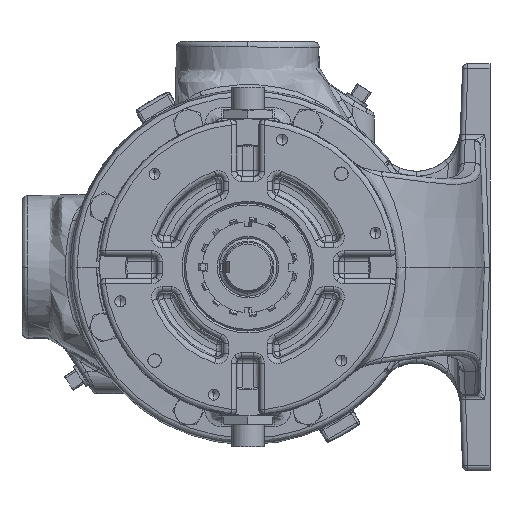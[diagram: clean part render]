
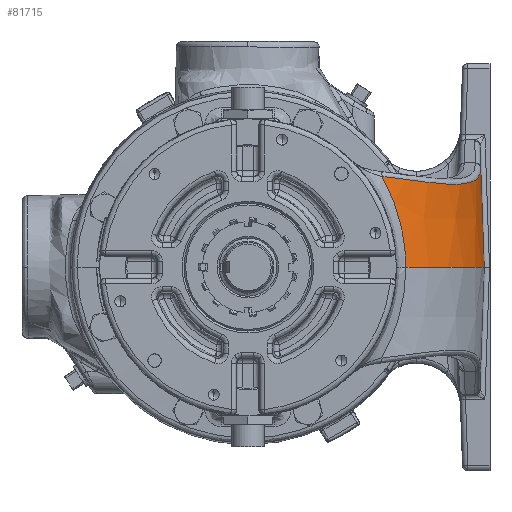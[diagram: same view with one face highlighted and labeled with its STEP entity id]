
A CAD part, left-side view. The second image highlights one B-rep face of the part: STEP entity #81715.
In plain terms, the highlighted conical face has half-angle 2 degrees and reference radius 105.414 mm.
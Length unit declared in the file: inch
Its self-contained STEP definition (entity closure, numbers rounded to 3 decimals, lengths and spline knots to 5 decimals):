
#484 = CARTESIAN_POINT ( 'NONE',  ( -9.3224, -3.42467, 1.15681 ) ) ;
#780 = FACE_OUTER_BOUND ( 'NONE', #5839, .T. ) ;
#1522 = CARTESIAN_POINT ( 'NONE',  ( -9.26541, -3.54826, 0.57059 ) ) ;
#5839 = EDGE_LOOP ( 'NONE', ( #78265, #164039, #294949, #59130 ) ) ;
#13066 = CARTESIAN_POINT ( 'NONE',  ( -8.1499, -4.60245, 1.88418 ) ) ;
#14094 = CARTESIAN_POINT ( 'NONE',  ( -6.4923, -5.2469, 2.05886 ) ) ;
#20283 = B_SPLINE_CURVE_WITH_KNOTS ( 'NONE', 3,
 ( #153630, #294932, #201062, #59683, #224849, #83391, #248548, #107247, #272257, #130883, #295942, #154635, #13066, #178308, #36808, #202071, #60686, #225852, #84419, #249580, #108242, #273261, #131893, #296960, #155624, #14094, #179303, #37812, #203103, #61681 ),
 .UNSPECIFIED., .F., .F.,
 ( 4, 2, 2, 2, 2, 2, 2, 2, 2, 2, 2, 2, 2, 2, 4 ),
 ( 0., 0.125, 0.25, 0.28125, 0.3125, 0.375, 0.5, 0.5625, 0.59375, 0.625, 0.75, 0.8125, 0.84375, 0.875, 1. ),
 .UNSPECIFIED. ) ;
#23219 = CARTESIAN_POINT ( 'NONE',  ( -9.40317, -3.25951, 1.62727 ) ) ;
#24246 = CARTESIAN_POINT ( 'NONE',  ( -9.31473, -3.44032, 1.10018 ) ) ;
#25266 = CARTESIAN_POINT ( 'NONE',  ( -9.26455, -3.55055, 0.55387 ) ) ;
#29617 = EDGE_CURVE ( 'NONE', #51462, #200843, #106176, .T. ) ;
#36008 = AXIS2_PLACEMENT_3D ( 'NONE', #223349, #269755, #81892 ) ;
#36808 = CARTESIAN_POINT ( 'NONE',  ( -7.82489, -4.79761, 1.8857 ) ) ;
#37812 = CARTESIAN_POINT ( 'NONE',  ( -6.2153, -5.28262, 2.12832 ) ) ;
#41294 = EDGE_CURVE ( 'NONE', #167901, #175912, #20283, .T. ) ;
#46974 = CARTESIAN_POINT ( 'NONE',  ( -9.39791, -3.27045, 1.60086 ) ) ;
#48015 = CARTESIAN_POINT ( 'NONE',  ( -9.31296, -3.44394, 1.08667 ) ) ;
#49062 = CARTESIAN_POINT ( 'NONE',  ( -9.25416, -3.58834, 0.18364 ) ) ;
#51462 = VERTEX_POINT ( 'NONE', #181596 ) ;
#52785 = CARTESIAN_POINT ( 'NONE',  ( -5.855, -5.2637, 3.005 ) ) ;
#59130 = ORIENTED_EDGE ( 'NONE', *, *, #41294, .F. ) ;
#59683 = CARTESIAN_POINT ( 'NONE',  ( -9.10775, -3.69023, 1.98042 ) ) ;
#60686 = CARTESIAN_POINT ( 'NONE',  ( -7.65496, -4.88481, 1.89262 ) ) ;
#61681 = CARTESIAN_POINT ( 'NONE',  ( -5.855, -5.29023, 2.24525 ) ) ;
#70734 = CARTESIAN_POINT ( 'NONE',  ( -9.39667, -3.27304, 1.59457 ) ) ;
#71752 = CARTESIAN_POINT ( 'NONE',  ( -9.30085, -3.46878, 0.9932 ) ) ;
#78265 = ORIENTED_EDGE ( 'NONE', *, *, #172135, .T. ) ;
#81715 = ADVANCED_FACE ( 'NONE', ( #780 ), #277759, .T. ) ;
#81892 = DIRECTION ( 'NONE',  ( 0., 1., 0. ) ) ;
#83391 = CARTESIAN_POINT ( 'NONE',  ( -8.83104, -4.01344, 1.93897 ) ) ;
#84419 = CARTESIAN_POINT ( 'NONE',  ( -7.52461, -4.94567, 1.90064 ) ) ;
#94538 = CARTESIAN_POINT ( 'NONE',  ( -9.37968, -3.30831, 1.5083 ) ) ;
#95550 = CARTESIAN_POINT ( 'NONE',  ( -9.27898, -3.51572, 0.77147 ) ) ;
#106176 = CIRCLE ( 'NONE', #121586, 4.15014 ) ;
#106770 = CARTESIAN_POINT ( 'NONE',  ( -5.855, -1.21849, 0. ) ) ;
#107247 = CARTESIAN_POINT ( 'NONE',  ( -8.73166, -4.11622, 1.92674 ) ) ;
#108242 = CARTESIAN_POINT ( 'NONE',  ( -7.12805, -5.10186, 1.93887 ) ) ;
#117297 = CARTESIAN_POINT ( 'NONE',  ( -9.46397, -3.12946, 1.90917 ) ) ;
#118301 = CARTESIAN_POINT ( 'NONE',  ( -9.34322, -3.38242, 1.29616 ) ) ;
#119338 = CARTESIAN_POINT ( 'NONE',  ( -9.27071, -3.53492, 0.66003 ) ) ;
#120084 = LINE ( 'NONE', #52785, #175455 ) ;
#121586 = AXIS2_PLACEMENT_3D ( 'NONE', #106770, #271779, #130396 ) ;
#130396 = DIRECTION ( 'NONE',  ( -1., 0., 0. ) ) ;
#130883 = CARTESIAN_POINT ( 'NONE',  ( -8.59385, -4.24863, 1.91207 ) ) ;
#131893 = CARTESIAN_POINT ( 'NONE',  ( -6.76697, -5.19668, 1.99949 ) ) ;
#139024 = CARTESIAN_POINT ( 'NONE',  ( -9.501, -3.04542, 2.0628 ) ) ;
#141071 = CARTESIAN_POINT ( 'NONE',  ( -9.42906, -3.20497, 1.75198 ) ) ;
#142100 = CARTESIAN_POINT ( 'NONE',  ( -9.32702, -3.41528, 1.18906 ) ) ;
#143111 = CARTESIAN_POINT ( 'NONE',  ( -9.2663, -3.54591, 0.58738 ) ) ;
#153630 = CARTESIAN_POINT ( 'NONE',  ( -9.501, -3.04542, 2.0628 ) ) ;
#154635 = CARTESIAN_POINT ( 'NONE',  ( -8.30367, -4.49265, 1.89018 ) ) ;
#155624 = CARTESIAN_POINT ( 'NONE',  ( -6.5842, -5.23203, 2.03778 ) ) ;
#158879 = CARTESIAN_POINT ( 'NONE',  ( -9.26118, -3.58948, 0. ) ) ;
#162640 = CARTESIAN_POINT ( 'NONE',  ( -9.48225, -3.08878, 1.98653 ) ) ;
#164039 = ORIENTED_EDGE ( 'NONE', *, *, #29617, .F. ) ;
#164685 = CARTESIAN_POINT ( 'NONE',  ( -9.41027, -3.24467, 1.66238 ) ) ;
#164746 = CARTESIAN_POINT ( 'NONE',  ( -9.501, -3.04542, 2.0628 ) ) ;
#165726 = CARTESIAN_POINT ( 'NONE',  ( -9.31725, -3.43518, 1.11908 ) ) ;
#166737 = CARTESIAN_POINT ( 'NONE',  ( -9.26483, -3.5498, 0.55939 ) ) ;
#167901 = VERTEX_POINT ( 'NONE', #164746 ) ;
#169354 = B_SPLINE_CURVE_WITH_KNOTS ( 'NONE', 3,
 ( #139024, #162640, #117297, #282295, #141071, #305970, #164685, #23219, #188380, #46974, #212240, #70734, #235975, #94538, #259608, #118301, #283309, #142100, #484, #165726, #24246, #189417, #48015, #213270, #71752, #236994, #95550, #260624, #119338, #284313, #143111, #1522, #166737, #25266, #190429, #49062, #214276 ),
 .UNSPECIFIED., .F., .F.,
 ( 4, 2, 2, 1, 1, 1, 1, 2, 2, 2, 2, 1, 1, 1, 2, 2, 2, 2, 1, 1, 2, 2, 4 ),
 ( 0., 0.125, 0.1875, 0.21875, 0.23438, 0.24219, 0.24609, 0.24805, 0.25, 0.375, 0.4375, 0.46875, 0.48438, 0.49219, 0.49609, 0.5, 0.625, 0.6875, 0.71875, 0.73438, 0.74219, 0.75, 1. ),
 .UNSPECIFIED. ) ;
#172135 = EDGE_CURVE ( 'NONE', #167901, #200843, #169354, .T. ) ;
#175455 = VECTOR ( 'NONE', #217944, 39.37008 ) ;
#175912 = VERTEX_POINT ( 'NONE', #215780 ) ;
#178308 = CARTESIAN_POINT ( 'NONE',  ( -7.90761, -4.75086, 1.88419 ) ) ;
#179303 = CARTESIAN_POINT ( 'NONE',  ( -6.44616, -5.25354, 2.06998 ) ) ;
#181596 = CARTESIAN_POINT ( 'NONE',  ( -5.855, -5.36863, 0. ) ) ;
#188380 = CARTESIAN_POINT ( 'NONE',  ( -9.39966, -3.26682, 1.60967 ) ) ;
#189417 = CARTESIAN_POINT ( 'NONE',  ( -9.31367, -3.4425, 1.09208 ) ) ;
#190429 = CARTESIAN_POINT ( 'NONE',  ( -9.25532, -3.57563, 0.36637 ) ) ;
#200843 = VERTEX_POINT ( 'NONE', #158879 ) ;
#201062 = CARTESIAN_POINT ( 'NONE',  ( -9.32038, -3.37937, 2.0213 ) ) ;
#202071 = CARTESIAN_POINT ( 'NONE',  ( -7.69782, -4.86354, 1.89056 ) ) ;
#203103 = CARTESIAN_POINT ( 'NONE',  ( -6.03366, -5.2924, 2.1829 ) ) ;
#212240 = CARTESIAN_POINT ( 'NONE',  ( -9.39717, -3.27201, 1.59708 ) ) ;
#213270 = CARTESIAN_POINT ( 'NONE',  ( -9.31262, -3.44465, 1.08402 ) ) ;
#214276 = CARTESIAN_POINT ( 'NONE',  ( -9.26118, -3.58948, 0. ) ) ;
#215780 = CARTESIAN_POINT ( 'NONE',  ( -5.855, -5.29023, 2.24525 ) ) ;
#217944 = DIRECTION ( 'NONE',  ( 0., 0.035, 0.999 ) ) ;
#223349 = CARTESIAN_POINT ( 'NONE',  ( -5.855, -1.21849, 0. ) ) ;
#224849 = CARTESIAN_POINT ( 'NONE',  ( -8.99087, -3.83811, 1.96069 ) ) ;
#225852 = CARTESIAN_POINT ( 'NONE',  ( -7.56822, -4.92595, 1.89766 ) ) ;
#235975 = CARTESIAN_POINT ( 'NONE',  ( -9.39643, -3.27353, 1.59335 ) ) ;
#236994 = CARTESIAN_POINT ( 'NONE',  ( -9.29104, -3.48926, 0.90474 ) ) ;
#241334 = EDGE_CURVE ( 'NONE', #51462, #175912, #120084, .T. ) ;
#248548 = CARTESIAN_POINT ( 'NONE',  ( -8.79838, -4.04802, 1.93477 ) ) ;
#249580 = CARTESIAN_POINT ( 'NONE',  ( -7.30584, -5.03997, 1.9178 ) ) ;
#259608 = CARTESIAN_POINT ( 'NONE',  ( -9.3643, -3.33964, 1.42386 ) ) ;
#260624 = CARTESIAN_POINT ( 'NONE',  ( -9.2754, -3.52382, 0.72695 ) ) ;
#269755 = DIRECTION ( 'NONE',  ( 0., 0., -1. ) ) ;
#271779 = DIRECTION ( 'NONE',  ( 0., 0., -1. ) ) ;
#272257 = CARTESIAN_POINT ( 'NONE',  ( -8.69754, -4.14989, 1.92289 ) ) ;
#273261 = CARTESIAN_POINT ( 'NONE',  ( -6.8577, -5.17539, 1.9828 ) ) ;
#277759 = CONICAL_SURFACE ( 'NONE', #36008, 4.15014, 0.035 ) ;
#282295 = CARTESIAN_POINT ( 'NONE',  ( -9.43765, -3.18658, 1.79148 ) ) ;
#283309 = CARTESIAN_POINT ( 'NONE',  ( -9.33653, -3.39598, 1.25342 ) ) ;
#284313 = CARTESIAN_POINT ( 'NONE',  ( -9.26853, -3.54021, 0.62653 ) ) ;
#294932 = CARTESIAN_POINT ( 'NONE',  ( -9.41613, -3.21638, 2.04246 ) ) ;
#294949 = ORIENTED_EDGE ( 'NONE', *, *, #241334, .T. ) ;
#295942 = CARTESIAN_POINT ( 'NONE',  ( -8.52275, -4.31167, 1.90577 ) ) ;
#296960 = CARTESIAN_POINT ( 'NONE',  ( -6.63, -5.2238, 2.0278 ) ) ;
#305970 = CARTESIAN_POINT ( 'NONE',  ( -9.41648, -3.23159, 1.69231 ) ) ;
